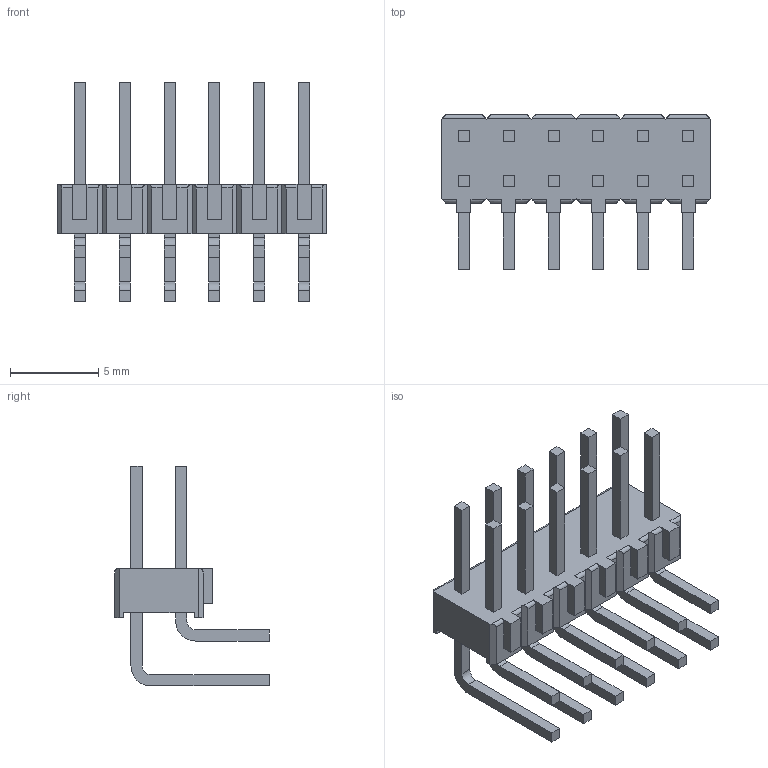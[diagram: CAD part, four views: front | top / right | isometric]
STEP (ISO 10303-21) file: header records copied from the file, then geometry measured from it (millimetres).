
FILE_DESCRIPTION(('STEP AP214'),'1');
FILE_NAME('70299458.stp','2018-08-07T13:41:56',('TraceParts'),('TraceParts S.A.'),'Spatial InterOp 3D',' ',' ');
FILE_SCHEMA(('automotive_design'));
Length unit declared in the file: millimetre
Products named in the file (1): 70299458
Bounding box: 15.24 x 8.75 x 12.46 mm (x, y, z)
Volume: 266 mm3; surface area: 723.3 mm2
Topology: 1 solids, 1 shells, 254 faces, 684 edges, 456 vertices
Faces by surface type: plane 212, cylinder 42
Entity records: 7935 total; most frequent: CARTESIAN_POINT 1515, ORIENTED_EDGE 1368, DIRECTION 1230, EDGE_CURVE 684, LINE 600, VECTOR 600, VERTEX_POINT 456, AXIS2_PLACEMENT_3D 315
